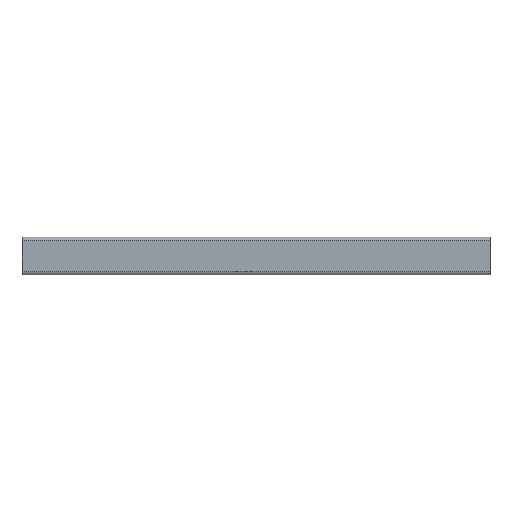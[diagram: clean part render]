
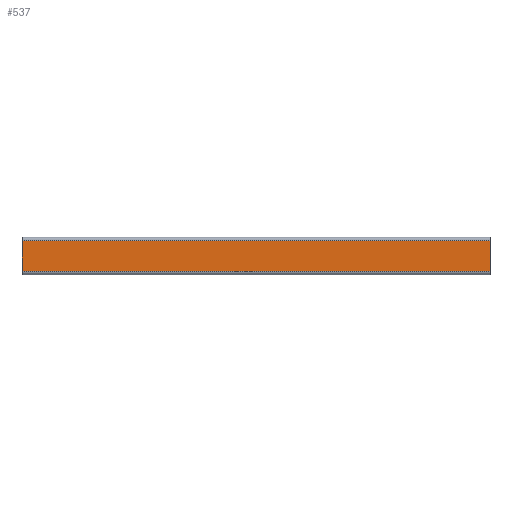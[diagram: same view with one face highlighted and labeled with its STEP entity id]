
A CAD part, top view. The second image highlights one B-rep face of the part: STEP entity #537.
In plain terms, the highlighted planar face has unit normal (0, 0, 1).
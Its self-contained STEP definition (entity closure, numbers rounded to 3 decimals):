
#46 = VECTOR ( 'NONE', #1320, 1000. ) ;
#220 = CARTESIAN_POINT ( 'NONE',  ( 0., 16.5, -780. ) ) ;
#231 = VERTEX_POINT ( 'NONE', #2718 ) ;
#257 = ORIENTED_EDGE ( 'NONE', *, *, #2484, .F. ) ;
#303 = VECTOR ( 'NONE', #1614, 1000. ) ;
#378 = CARTESIAN_POINT ( 'NONE',  ( 0., -16.5, -780. ) ) ;
#404 = AXIS2_PLACEMENT_3D ( 'NONE', #519, #2828, #1571 ) ;
#519 = CARTESIAN_POINT ( 'NONE',  ( 500., 16.5, -780. ) ) ;
#537 = ADVANCED_FACE ( 'NONE', ( #823 ), #842, .F. ) ;
#801 = VERTEX_POINT ( 'NONE', #220 ) ;
#823 = FACE_OUTER_BOUND ( 'NONE', #1235, .T. ) ;
#842 = PLANE ( 'NONE',  #404 ) ;
#928 = VECTOR ( 'NONE', #3058, 1000. ) ;
#1021 = ORIENTED_EDGE ( 'NONE', *, *, #3066, .T. ) ;
#1045 = DIRECTION ( 'NONE',  ( 0., -1., 0. ) ) ;
#1096 = CARTESIAN_POINT ( 'NONE',  ( 500., -16.5, -780. ) ) ;
#1235 = EDGE_LOOP ( 'NONE', ( #1737, #1409, #257, #1021 ) ) ;
#1274 = LINE ( 'NONE', #1096, #46 ) ;
#1320 = DIRECTION ( 'NONE',  ( -1., 0., 0. ) ) ;
#1326 = CARTESIAN_POINT ( 'NONE',  ( 0., 16.5, -780. ) ) ;
#1409 = ORIENTED_EDGE ( 'NONE', *, *, #2138, .F. ) ;
#1561 = VERTEX_POINT ( 'NONE', #1793 ) ;
#1571 = DIRECTION ( 'NONE',  ( -1., 0., 0. ) ) ;
#1614 = DIRECTION ( 'NONE',  ( -1., 0., 0. ) ) ;
#1737 = ORIENTED_EDGE ( 'NONE', *, *, #2409, .T. ) ;
#1793 = CARTESIAN_POINT ( 'NONE',  ( 500., 16.5, -780. ) ) ;
#1862 = VERTEX_POINT ( 'NONE', #378 ) ;
#1977 = LINE ( 'NONE', #3008, #928 ) ;
#2138 = EDGE_CURVE ( 'NONE', #231, #1862, #1274, .T. ) ;
#2322 = LINE ( 'NONE', #1326, #2710 ) ;
#2409 = EDGE_CURVE ( 'NONE', #801, #1862, #2322, .T. ) ;
#2484 = EDGE_CURVE ( 'NONE', #1561, #231, #1977, .T. ) ;
#2579 = CARTESIAN_POINT ( 'NONE',  ( 500., 16.5, -780. ) ) ;
#2710 = VECTOR ( 'NONE', #1045, 1000. ) ;
#2718 = CARTESIAN_POINT ( 'NONE',  ( 500., -16.5, -780. ) ) ;
#2828 = DIRECTION ( 'NONE',  ( 0., 0., -1. ) ) ;
#3008 = CARTESIAN_POINT ( 'NONE',  ( 500., 16.5, -780. ) ) ;
#3058 = DIRECTION ( 'NONE',  ( 0., -1., 0. ) ) ;
#3066 = EDGE_CURVE ( 'NONE', #1561, #801, #3128, .T. ) ;
#3128 = LINE ( 'NONE', #2579, #303 ) ;
